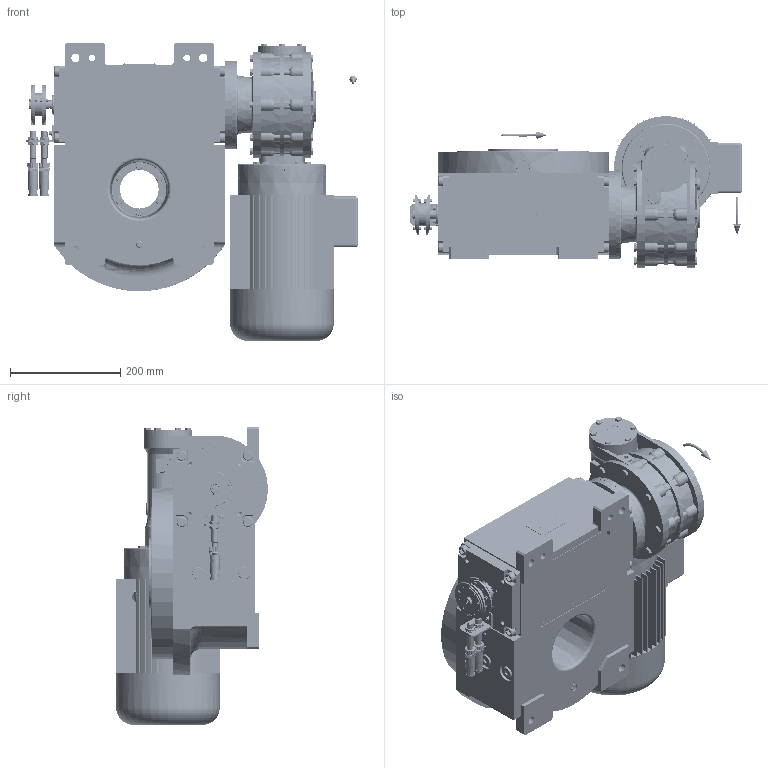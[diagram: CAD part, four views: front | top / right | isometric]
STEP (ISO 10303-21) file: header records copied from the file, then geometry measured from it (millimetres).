
FILE_DESCRIPTION (( 'STEP AP203' ), '1' );
FILE_NAME ('PC5201921.step', '2026-03-12T10:54:19', ( '' ), ( '' ), 'SwSTEP 2.0', 'SolidWorks 2020', '' );
FILE_SCHEMA (( 'CONFIG_CONTROL_DESIGN' ));
Length unit declared in the file: millimetre
Products named in the file (96): 900_00_00_005; CFN2000_01_185.stp; cfn2128_04_002; cfn2000_01_099; cfn2151_01_170; cfn2003_01_054; rig09_002_bl_008; cfn2000_01_081; cfn2107_01_001; cfn2000_01_126; cfn2055_01_002; rig09_007_master; AS_rig09_002_bl_008; cfn2205_01_015; freccia_angolare; CFN2010_02_002.stp; RIG09_005_AF0.stp; cfn2401_02_005; AS_rig09_004; AS_rig09_017; CFN2010_01_020.stp; cfn2155_01_095; cfn2151_01_115; freccia_angolare_albero; cfn2155_01_196; cfn2077_01_036; cfn2400_04_024; TN100B4B14; rig09_071_8_m.stp; AS_cfn2400_04_024; RMI85_F3_DX_100B14; AS_rig09_071_8_m; CFN2155_01_195.stp; RIG09_005_ASM.stp; olio_agip_blasia_150; CFN2104_02_018.stp; AS_900_38_10_028; cfn2000_01_161; cfn2276_01_056; cfn2476_01_002_60x46 ...
Assembly tree (88 placements, depth 5):
  cfn2151_01_170
  rig09_007_master
  cfn2205_01_015
  CFN2010_01_020.stp
  cfn2151_01_115
Bounding box: 602 x 275.5 x 540 mm (x, y, z)
Volume: 16455144.3 mm3; surface area: 2100716.7 mm2
Topology: 76 solids, 76 shells, 6052 faces, 15301 edges, 9697 vertices
Faces by surface type: plane 2985, cylinder 1876, cone 920, torus 228, bspline 35, sphere 8
Entity records: 175786 total; most frequent: CARTESIAN_POINT 47480, DIRECTION 24686, ORIENTED_EDGE 24634, EDGE_CURVE 12317, AXIS2_PLACEMENT_3D 8983, VERTEX_POINT 7871, VECTOR 6720, LINE 6720
